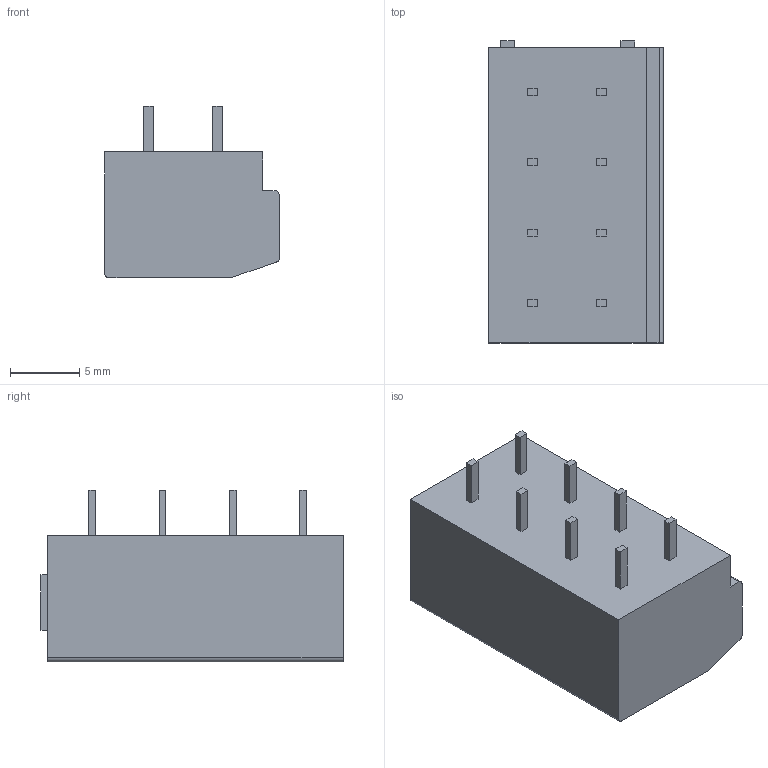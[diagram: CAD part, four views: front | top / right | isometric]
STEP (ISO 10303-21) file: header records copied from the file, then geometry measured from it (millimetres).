
FILE_DESCRIPTION((''),'2;1');
FILE_NAME('TLM-302R','2024-09-30T15:05:40',('tluser'),(''),'CREO PARAMETRIC BY PTC INC, 2018100','CREO PARAMETRIC BY PTC INC, 2018100','');
FILE_SCHEMA(('CONFIG_CONTROL_DESIGN'));
Length unit declared in the file: millimetre
Products named in the file (1): TLM-302R
Bounding box: 12.6 x 21.82 x 12.4 mm (x, y, z)
Volume: 2175.9 mm3; surface area: 1384.9 mm2
Topology: 1 solids, 1 shells, 150 faces, 358 edges, 228 vertices
Faces by surface type: plane 131, cylinder 11, cone 8
Entity records: 4354 total; most frequent: CARTESIAN_POINT 864, ORIENTED_EDGE 716, DIRECTION 664, EDGE_CURVE 358, VECTOR 304, LINE 304, VERTEX_POINT 228, AXIS2_PLACEMENT_3D 180
